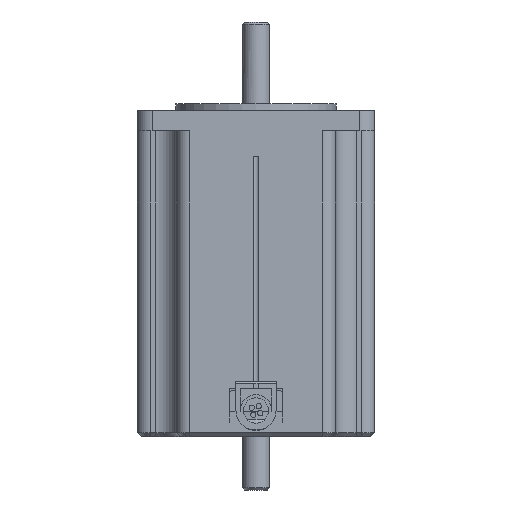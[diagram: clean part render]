
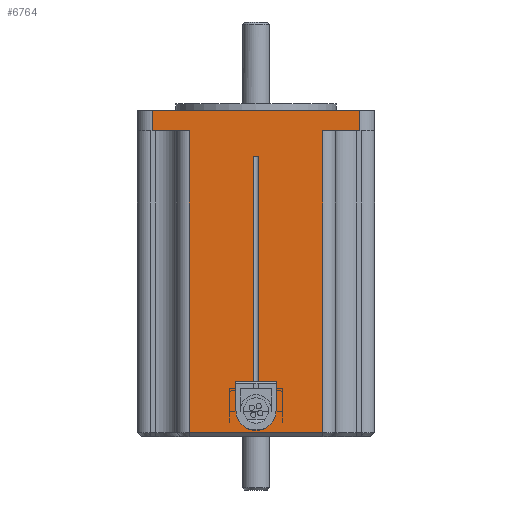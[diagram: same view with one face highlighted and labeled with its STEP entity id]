
A CAD part, front view. The second image highlights one B-rep face of the part: STEP entity #6764.
In plain terms, the highlighted planar face has unit normal (0, -1, 0).
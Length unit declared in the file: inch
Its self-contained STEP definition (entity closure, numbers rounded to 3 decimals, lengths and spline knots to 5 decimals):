
#333=LINE('',#10095,#918);
#413=LINE('',#10343,#998);
#414=LINE('',#10348,#999);
#417=LINE('',#10356,#1002);
#418=LINE('',#10361,#1003);
#420=LINE('',#10370,#1005);
#421=LINE('',#10371,#1006);
#422=LINE('',#10372,#1007);
#423=LINE('',#10373,#1008);
#424=LINE('',#10374,#1009);
#425=LINE('',#10376,#1010);
#426=LINE('',#10377,#1011);
#427=LINE('',#10379,#1012);
#428=LINE('',#10380,#1013);
#429=LINE('',#10381,#1014);
#918=VECTOR('',#8083,0.3937);
#998=VECTOR('',#8291,0.24409);
#999=VECTOR('',#8296,0.3937);
#1002=VECTOR('',#8301,0.3937);
#1003=VECTOR('',#8306,0.18898);
#1005=VECTOR('',#8314,0.18898);
#1006=VECTOR('',#8315,1.93701);
#1007=VECTOR('',#8316,0.34646);
#1008=VECTOR('',#8317,1.24409);
#1009=VECTOR('',#8318,0.34646);
#1010=VECTOR('',#8319,0.3937);
#1011=VECTOR('',#8320,0.3937);
#1012=VECTOR('',#8321,0.3937);
#1013=VECTOR('',#8322,0.3937);
#1014=VECTOR('',#8323,1.24409);
#1782=FACE_BOUND('',#2303,.T.);
#1901=FACE_OUTER_BOUND('',#2302,.T.);
#2302=EDGE_LOOP('',(#4871,#4872,#4873,#4874,#4875,#4876,#4877,#4878));
#2303=EDGE_LOOP('',(#4879,#4880,#4881,#4882,#4883,#4884,#4885,#4886));
#2724=CIRCLE('',#7217,0.187);
#3081=VERTEX_POINT('',#10093);
#3082=VERTEX_POINT('',#10094);
#3085=VERTEX_POINT('',#10102);
#3086=VERTEX_POINT('',#10104);
#3169=VERTEX_POINT('',#10340);
#3170=VERTEX_POINT('',#10342);
#3171=VERTEX_POINT('',#10346);
#3172=VERTEX_POINT('',#10347);
#3175=VERTEX_POINT('',#10353);
#3176=VERTEX_POINT('',#10355);
#3177=VERTEX_POINT('',#10359);
#3178=VERTEX_POINT('',#10360);
#3181=VERTEX_POINT('',#10368);
#3182=VERTEX_POINT('',#10369);
#3183=VERTEX_POINT('',#10375);
#3184=VERTEX_POINT('',#10378);
#3723=EDGE_CURVE('',#3081,#3082,#333,.T.);
#3728=EDGE_CURVE('',#3086,#3085,#2724,.T.);
#3837=EDGE_CURVE('',#3169,#3170,#413,.T.);
#3839=EDGE_CURVE('',#3171,#3172,#414,.T.);
#3843=EDGE_CURVE('',#3176,#3175,#417,.T.);
#3845=EDGE_CURVE('',#3177,#3178,#418,.T.);
#3849=EDGE_CURVE('',#3181,#3182,#420,.T.);
#3850=EDGE_CURVE('',#3182,#3178,#421,.T.);
#3851=EDGE_CURVE('',#3082,#3177,#422,.T.);
#3852=EDGE_CURVE('',#3081,#3170,#423,.T.);
#3853=EDGE_CURVE('',#3181,#3169,#424,.T.);
#3854=EDGE_CURVE('',#3183,#3175,#425,.T.);
#3855=EDGE_CURVE('',#3183,#3086,#426,.T.);
#3856=EDGE_CURVE('',#3085,#3184,#427,.T.);
#3857=EDGE_CURVE('',#3171,#3184,#428,.T.);
#3858=EDGE_CURVE('',#3176,#3172,#429,.T.);
#4871=ORIENTED_EDGE('',*,*,#3849,.T.);
#4872=ORIENTED_EDGE('',*,*,#3850,.T.);
#4873=ORIENTED_EDGE('',*,*,#3845,.F.);
#4874=ORIENTED_EDGE('',*,*,#3851,.F.);
#4875=ORIENTED_EDGE('',*,*,#3723,.F.);
#4876=ORIENTED_EDGE('',*,*,#3852,.T.);
#4877=ORIENTED_EDGE('',*,*,#3837,.F.);
#4878=ORIENTED_EDGE('',*,*,#3853,.F.);
#4879=ORIENTED_EDGE('',*,*,#3843,.T.);
#4880=ORIENTED_EDGE('',*,*,#3854,.F.);
#4881=ORIENTED_EDGE('',*,*,#3855,.T.);
#4882=ORIENTED_EDGE('',*,*,#3728,.T.);
#4883=ORIENTED_EDGE('',*,*,#3856,.T.);
#4884=ORIENTED_EDGE('',*,*,#3857,.F.);
#4885=ORIENTED_EDGE('',*,*,#3839,.T.);
#4886=ORIENTED_EDGE('',*,*,#3858,.F.);
#6495=PLANE('',#7284);
#6764=ADVANCED_FACE('',(#1901,#1782),#6495,.F.);
#7217=AXIS2_PLACEMENT_3D('',#10105,#8093,#8094);
#7284=AXIS2_PLACEMENT_3D('',#10367,#8312,#8313);
#8083=DIRECTION('',(0.,0.,1.));
#8093=DIRECTION('center_axis',(0.,1.,0.));
#8094=DIRECTION('ref_axis',(1.,0.,0.));
#8291=DIRECTION('',(0.,0.,-1.));
#8296=DIRECTION('',(0.,0.,1.));
#8301=DIRECTION('',(0.,0.,-1.));
#8306=DIRECTION('',(0.,0.,1.));
#8312=DIRECTION('center_axis',(0.,1.,0.));
#8313=DIRECTION('ref_axis',(0.,0.,1.));
#8314=DIRECTION('',(0.,0.,1.));
#8315=DIRECTION('',(-1.,0.,0.));
#8316=DIRECTION('',(-1.,0.,0.));
#8317=DIRECTION('',(1.,0.,0.));
#8318=DIRECTION('',(-1.,0.,0.));
#8319=DIRECTION('',(-1.,0.,0.));
#8320=DIRECTION('',(0.,0.,-1.));
#8321=DIRECTION('',(0.,0.,1.));
#8322=DIRECTION('',(-1.,0.,0.));
#8323=DIRECTION('',(-1.,0.,0.));
#10093=CARTESIAN_POINT('',(-0.62205,-1.1063,-3.00591));
#10094=CARTESIAN_POINT('',(-0.62205,-1.1063,-0.18898));
#10095=CARTESIAN_POINT('',(-0.62205,-1.1063,-1.51476));
#10102=CARTESIAN_POINT('',(-0.187,-1.1063,-2.79921));
#10104=CARTESIAN_POINT('',(0.187,-1.1063,-2.79921));
#10105=CARTESIAN_POINT('Origin',(0.,-1.1063,
-2.79921));
#10340=CARTESIAN_POINT('',(0.62205,-1.1063,-0.18898));
#10342=CARTESIAN_POINT('',(0.62205,-1.1063,-3.00591));
#10343=CARTESIAN_POINT('',(0.62205,-1.1063,-0.18898));
#10346=CARTESIAN_POINT('',(-0.02362,-1.1063,-2.53346));
#10347=CARTESIAN_POINT('',(-0.02362,-1.1063,-0.43307));
#10348=CARTESIAN_POINT('',(-0.02362,-1.1063,-0.43307));
#10353=CARTESIAN_POINT('',(0.02362,-1.1063,-2.53346));
#10355=CARTESIAN_POINT('',(0.02362,-1.1063,-0.43307));
#10356=CARTESIAN_POINT('',(0.02362,-1.1063,-0.43307));
#10359=CARTESIAN_POINT('',(-0.9685,-1.1063,-0.18898));
#10360=CARTESIAN_POINT('',(-0.9685,-1.1063,0.));
#10361=CARTESIAN_POINT('',(-0.9685,-1.1063,-0.18898));
#10367=CARTESIAN_POINT('Origin',(0.9685,-1.1063,-0.49213));
#10368=CARTESIAN_POINT('',(0.9685,-1.1063,-0.18898));
#10369=CARTESIAN_POINT('',(0.9685,-1.1063,0.));
#10370=CARTESIAN_POINT('',(0.9685,-1.1063,-0.18898));
#10371=CARTESIAN_POINT('',(0.9685,-1.1063,0.));
#10372=CARTESIAN_POINT('',(-0.62205,-1.1063,-0.18898));
#10373=CARTESIAN_POINT('',(-0.62205,-1.1063,-3.00591));
#10374=CARTESIAN_POINT('',(0.9685,-1.1063,-0.18898));
#10375=CARTESIAN_POINT('',(0.187,-1.1063,-2.53346));
#10376=CARTESIAN_POINT('',(0.12303,-1.1063,-2.53346));
#10377=CARTESIAN_POINT('',(0.187,-1.1063,-2.64665));
#10378=CARTESIAN_POINT('',(-0.187,-1.1063,-2.53346));
#10379=CARTESIAN_POINT('',(-0.187,-1.1063,-2.77952));
#10380=CARTESIAN_POINT('',(0.12303,-1.1063,-2.53346));
#10381=CARTESIAN_POINT('',(0.62205,-1.1063,-0.43307));
